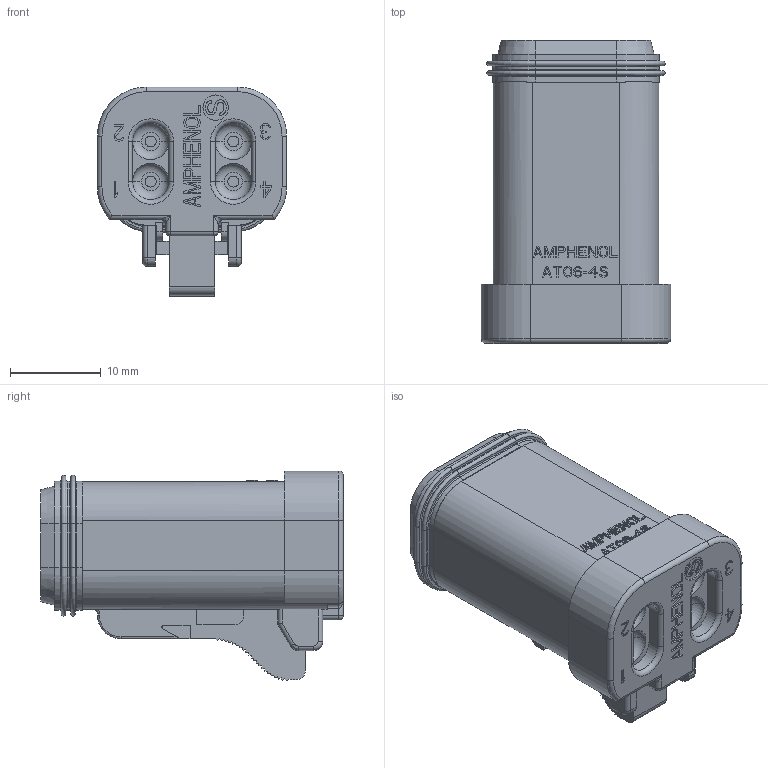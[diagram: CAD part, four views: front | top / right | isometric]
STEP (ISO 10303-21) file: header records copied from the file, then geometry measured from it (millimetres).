
FILE_DESCRIPTION((''),'2;1');
FILE_NAME('26-54224-04S','2015-10-22T',('orion.li'),(''),'PRO/ENGINEER BY PARAMETRIC TECHNOLOGY CORPORATION, 2013230','PRO/ENGINEER BY PARAMETRIC TECHNOLOGY CORPORATION, 2013230','');
FILE_SCHEMA(('CONFIG_CONTROL_DESIGN'));
Length unit declared in the file: millimetre
Products named in the file (1): 26-54224-04S
Bounding box: 20.85 x 33.38 x 23.12 mm (x, y, z)
Volume: 8573.3 mm3; surface area: 3825.4 mm2
Topology: 1 solids, 2 shells, 1240 faces, 3417 edges, 2248 vertices
Faces by surface type: plane 955, cylinder 116, extrusion 99, torus 50, cone 14, bspline 4, sphere 2
Entity records: 39675 total; most frequent: CARTESIAN_POINT 8209, ORIENTED_EDGE 6834, DIRECTION 5888, EDGE_CURVE 3417, VECTOR 2954, LINE 2855, VERTEX_POINT 2248, AXIS2_PLACEMENT_3D 1467
